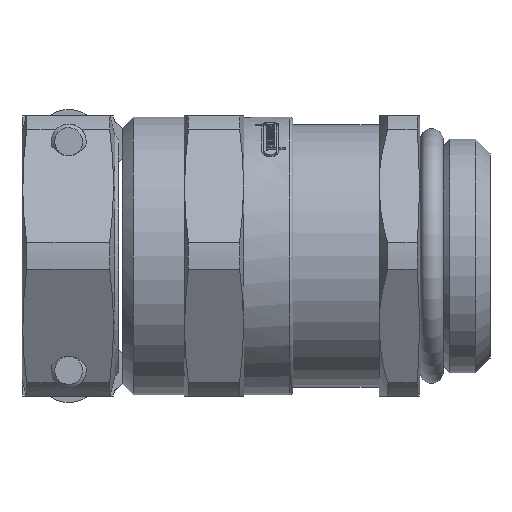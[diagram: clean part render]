
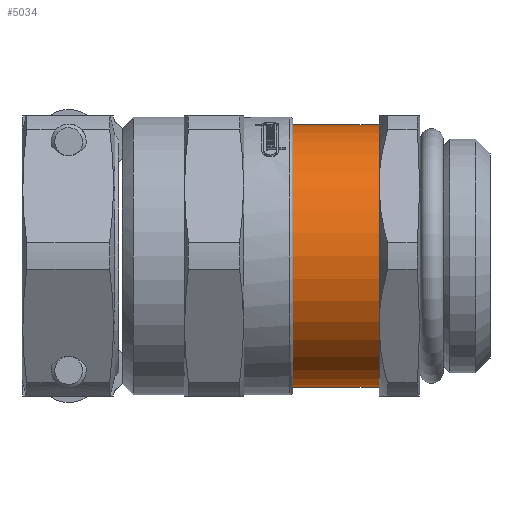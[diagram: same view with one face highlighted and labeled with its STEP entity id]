
A CAD part, front view. The second image highlights one B-rep face of the part: STEP entity #5034.
In plain terms, the highlighted cylindrical face has radius 11.25 mm (diameter 22.5 mm), a full revolution.
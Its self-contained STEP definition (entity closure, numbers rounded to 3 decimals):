
#149=FACE_BOUND('',#998,.T.);
#228=CYLINDRICAL_SURFACE('',#5427,11.25);
#319=CIRCLE('',#5407,11.25);
#330=CIRCLE('',#5428,11.25);
#679=FACE_OUTER_BOUND('',#997,.T.);
#997=EDGE_LOOP('',(#3445));
#998=EDGE_LOOP('',(#3446));
#2087=VERTEX_POINT('',#7755);
#2098=VERTEX_POINT('',#7787);
#2627=EDGE_CURVE('',#2087,#2087,#319,.T.);
#2638=EDGE_CURVE('',#2098,#2098,#330,.T.);
#3445=ORIENTED_EDGE('',*,*,#2627,.F.);
#3446=ORIENTED_EDGE('',*,*,#2638,.T.);
#5034=ADVANCED_FACE('',(#679,#149),#228,.T.);
#5407=AXIS2_PLACEMENT_3D('',#7756,#6102,#6103);
#5427=AXIS2_PLACEMENT_3D('',#7786,#6142,#6143);
#5428=AXIS2_PLACEMENT_3D('',#7788,#6144,#6145);
#6102=DIRECTION('center_axis',(1.,0.,0.));
#6103=DIRECTION('ref_axis',(0.,0.,-1.));
#6142=DIRECTION('center_axis',(-1.,0.,0.));
#6143=DIRECTION('ref_axis',(0.,0.,-1.));
#6144=DIRECTION('center_axis',(1.,0.,0.));
#6145=DIRECTION('ref_axis',(0.,0.,-1.));
#7755=CARTESIAN_POINT('',(-9.5,0.,-11.25));
#7756=CARTESIAN_POINT('Origin',(-9.5,0.,0.));
#7786=CARTESIAN_POINT('Origin',(-9.5,0.,0.));
#7787=CARTESIAN_POINT('',(-18.113,0.,-11.25));
#7788=CARTESIAN_POINT('Origin',(-18.113,0.,0.));
